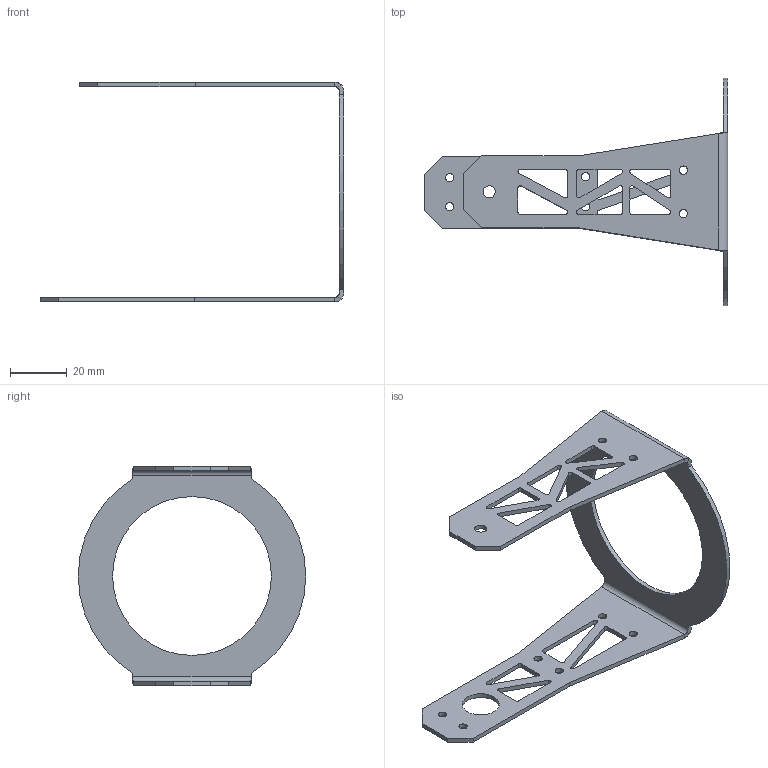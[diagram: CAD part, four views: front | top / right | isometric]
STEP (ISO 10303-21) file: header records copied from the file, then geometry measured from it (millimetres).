
FILE_DESCRIPTION(/* description */ ('Pan Plate'),/* implementation_level */ '2;1');
FILE_NAME(/* name */ 'CS_CameraKit_MI-00013.ipt.step',/* time_stamp */ '2014-01-01T17:28:08-08:00',/* author */ ('Autodesk Inc.'),/* organization */ ('Autodesk Inc.'),/* preprocessor_version */ 'ST-DEVELOPER v15.2',/* originating_system */ 'Autodesk Inventor 2014',/* authorisation */ '');
FILE_SCHEMA (('AUTOMOTIVE_DESIGN { 1 0 10303 214 3 1 1 }'));
Length unit declared in the file: inch
Products named in the file (1): CS_CameraKit_MI-00013
Bounding box: 106.82 x 79.98 x 77.32 mm (x, y, z)
Volume: 11317.8 mm3; surface area: 16212.9 mm2
Topology: 1 solids, 1 shells, 105 faces, 305 edges, 202 vertices
Faces by surface type: plane 54, cylinder 47, bspline 4
Full cylindrical faces by diameter (mm): 2.946 x8, 4.318 x1, 12.954 x1, 55.88 x1
Entity records: 3881 total; most frequent: CARTESIAN_POINT 978, ORIENTED_EDGE 588, DIRECTION 584, EDGE_CURVE 294, VERTEX_POINT 202, AXIS2_PLACEMENT_3D 196, LINE 192, VECTOR 192
